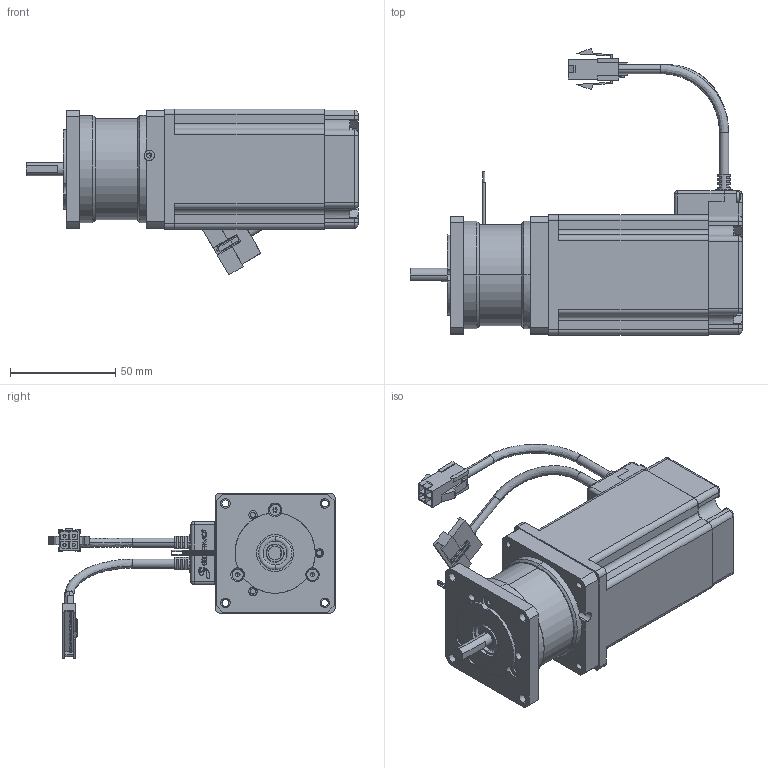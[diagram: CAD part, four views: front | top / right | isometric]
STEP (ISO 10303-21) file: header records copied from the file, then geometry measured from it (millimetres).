
FILE_DESCRIPTION (( 'STEP AP203' ), '1' );
FILE_NAME ('S-SERVO BK-56L 131030.STEP', '2013-10-30T11:01:15', ( '' ), ( '' ), 'SwSTEP 2.0', 'SolidWorks 2012', '' );
FILE_SCHEMA (( 'CONFIG_CONTROL_DESIGN' ));
Length unit declared in the file: millimetre
Products named in the file (13): S-SERVO BK-56L 131030; 130116 56mm CABLE COVER S-SERVO; S-SERVO24; 121218 56mm CABLE COVER_ル遽; BK56; round cross head screw_ks1_KS 1023 RC - M3 x 12-N; 42阿 浚内歹 纳捞喉急_钎霖; 42陝 賅攪瞪錳摹_ル遽; 130116 56mm ENCODER COVER_ル遽; 葆斜啻す 縛囀渦_ル遽; 20陝 PCB_ル遽; PLATE; 56L_57HS76H-2804B_湀_
Assembly tree (17 placements, depth 3):
  S-SERVO BK-56L 131030
    56L_57HS76H-2804B_湀_
    PLATE
    20陝 PCB_ル遽
    葆斜啻す 縛囀渦_ル遽
    130116 56mm ENCODER COVER_ル遽
    42陝 賅攪瞪錳摹_ル遽
    42阿 浚内歹 纳捞喉急_钎霖
    round cross head screw_ks1_KS 1023 RC - M3 x 12-N  x6
    BK56
    130116 56mm CABLE COVER S-SERVO
      121218 56mm CABLE COVER_ル遽
      S-SERVO24
Bounding box: 157.65 x 135.91 x 78.72 mm (x, y, z)
Volume: 249865.6 mm3; surface area: 81757 mm2
Topology: 23 solids, 39 shells, 4269 faces, 12471 edges, 8291 vertices
Faces by surface type: plane 3724, cylinder 352, cone 93, bspline 46, torus 40, sphere 14
Entity records: 138463 total; most frequent: CARTESIAN_POINT 27102, ORIENTED_EDGE 23989, DIRECTION 20963, EDGE_CURVE 12061, VECTOR 10991, LINE 10991, VERTEX_POINT 8046, AXIS2_PLACEMENT_3D 4986
